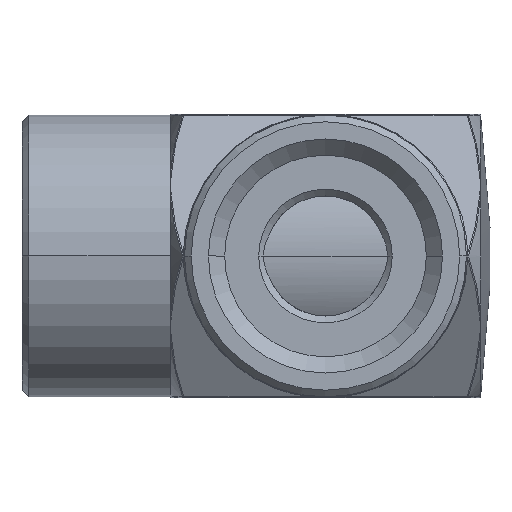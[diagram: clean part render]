
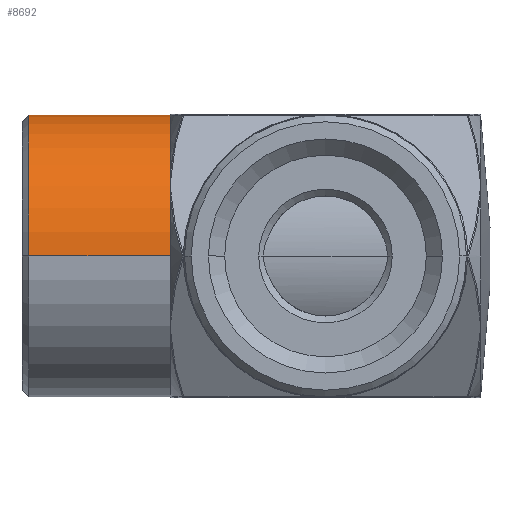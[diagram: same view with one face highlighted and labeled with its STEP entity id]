
A CAD part, front view. The second image highlights one B-rep face of the part: STEP entity #8692.
In plain terms, the highlighted cylindrical face has radius 10.45 mm (diameter 20.9 mm), a partial arc.
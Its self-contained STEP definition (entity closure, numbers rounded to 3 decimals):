
#431 = DIRECTION ( 'NONE',  ( 0., 1., 0. ) ) ;
#432 = CARTESIAN_POINT ( 'NONE',  ( 0., 0., 0. ) ) ;
#435 = DIRECTION ( 'NONE',  ( 1., 0., 0. ) ) ;
#653 = AXIS2_PLACEMENT_3D ( 'NONE', #432, #435, #431 ) ;
#3225 = AXIS2_PLACEMENT_3D ( 'NONE', #14362, #14363, #14364 ) ;
#3226 = AXIS2_PLACEMENT_3D ( 'NONE', #14366, #14367, #14368 ) ;
#4611 = CYLINDRICAL_SURFACE ( 'NONE', #653, 10.45 ) ;
#4615 = FACE_OUTER_BOUND ( 'NONE', #12058, .T. ) ;
#5743 = CARTESIAN_POINT ( 'NONE',  ( -11.5, -10.45, 0. ) ) ;
#5744 = CARTESIAN_POINT ( 'NONE',  ( -11.5, 10.45, 0. ) ) ;
#5750 = CARTESIAN_POINT ( 'NONE',  ( -22., 10.45, 0. ) ) ;
#5751 = CARTESIAN_POINT ( 'NONE',  ( -22., -10.45, 0. ) ) ;
#8692 = ADVANCED_FACE ( 'NONE', ( #4615 ), #4611, .T. ) ;
#9094 = VERTEX_POINT ( 'NONE', #5743 ) ;
#9095 = VERTEX_POINT ( 'NONE', #5744 ) ;
#9101 = VERTEX_POINT ( 'NONE', #5750 ) ;
#9102 = VERTEX_POINT ( 'NONE', #5751 ) ;
#9727 = ORIENTED_EDGE ( 'NONE', *, *, #23201, .T. ) ;
#9729 = ORIENTED_EDGE ( 'NONE', *, *, #23202, .T. ) ;
#9731 = ORIENTED_EDGE ( 'NONE', *, *, #23203, .F. ) ;
#9733 = ORIENTED_EDGE ( 'NONE', *, *, #23204, .F. ) ;
#12058 = EDGE_LOOP ( 'NONE', ( #9727, #9729, #9731, #9733 ) ) ;
#14343 = DIRECTION ( 'NONE',  ( 1., 0., 0. ) ) ;
#14357 = DIRECTION ( 'NONE',  ( 1., 0., 0. ) ) ;
#14359 = CARTESIAN_POINT ( 'NONE',  ( 0., 10.45, 0. ) ) ;
#14360 = CARTESIAN_POINT ( 'NONE',  ( 0., -10.45, 0. ) ) ;
#14362 = CARTESIAN_POINT ( 'NONE',  ( -22., 0., 0. ) ) ;
#14363 = DIRECTION ( 'NONE',  ( 1., 0., 0. ) ) ;
#14364 = DIRECTION ( 'NONE',  ( 0., 1., 0. ) ) ;
#14366 = CARTESIAN_POINT ( 'NONE',  ( -11.5, 0., 0. ) ) ;
#14367 = DIRECTION ( 'NONE',  ( 1., 0., 0. ) ) ;
#14368 = DIRECTION ( 'NONE',  ( 0., 0., -1. ) ) ;
#22312 = LINE ( 'NONE', #14360, #22319 ) ;
#22315 = CIRCLE ( 'NONE', #3225, 10.45 ) ;
#22318 = CIRCLE ( 'NONE', #3226, 10.45 ) ;
#22319 = VECTOR ( 'NONE', #14343, 1000. ) ;
#22320 = LINE ( 'NONE', #14359, #22322 ) ;
#22322 = VECTOR ( 'NONE', #14357, 1000. ) ;
#23201 = EDGE_CURVE ( 'NONE', #9101, #9102, #22315, .T. ) ;
#23202 = EDGE_CURVE ( 'NONE', #9102, #9094, #22312, .T. ) ;
#23203 = EDGE_CURVE ( 'NONE', #9095, #9094, #22318, .T. ) ;
#23204 = EDGE_CURVE ( 'NONE', #9101, #9095, #22320, .T. ) ;
